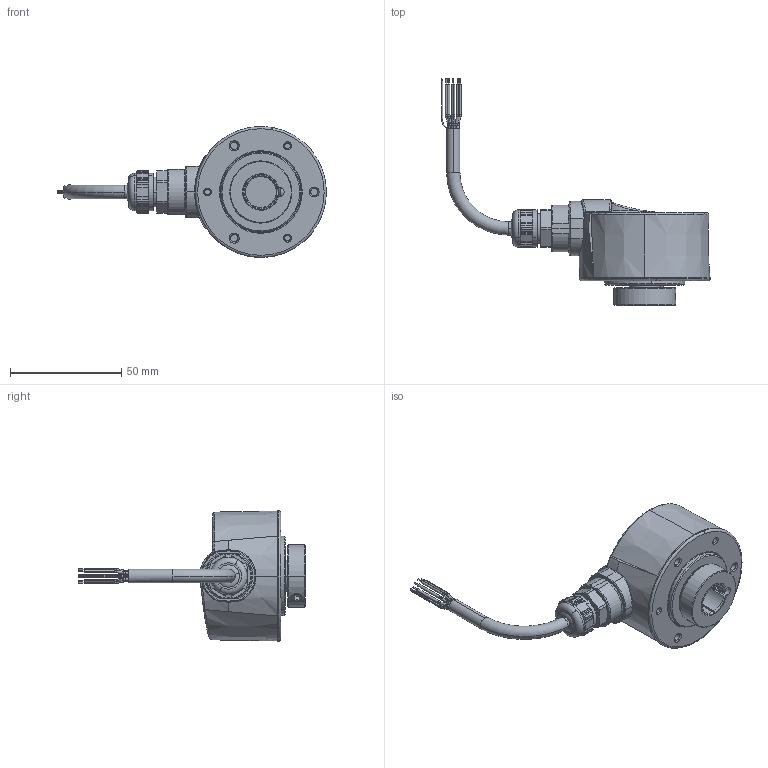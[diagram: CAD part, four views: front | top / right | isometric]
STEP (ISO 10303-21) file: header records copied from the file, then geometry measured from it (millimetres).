
FILE_DESCRIPTION (( 'STEP AP203' ), '1' );
FILE_NAME ('M058_DSK5H14_Cable Output_Radial.STEP', '2019-07-19T14:15:05', ( '' ), ( '' ), 'SwSTEP 2.0', 'SolidWorks 2017', '' );
FILE_SCHEMA (( 'CONFIG_CONTROL_DESIGN' ));
Length unit declared in the file: millimetre
Products named in the file (1): M058_DSK5H14_Cable Output_Radial
Bounding box: 120.97 x 102.15 x 59 mm (x, y, z)
Surface area: 18857.4 mm2 (no closed solid volume)
Topology: 0 solids, 26 shells, 437 faces, 1347 edges, 885 vertices
Faces by surface type: cylinder 183, plane 98, cone 68, torus 58, bspline 30
Entity records: 22293 total; most frequent: CARTESIAN_POINT 11096, ORIENTED_EDGE 2329, DIRECTION 2191, EDGE_CURVE 1343, AXIS2_PLACEMENT_3D 916, VERTEX_POINT 884, CIRCLE 521, EDGE_LOOP 464
